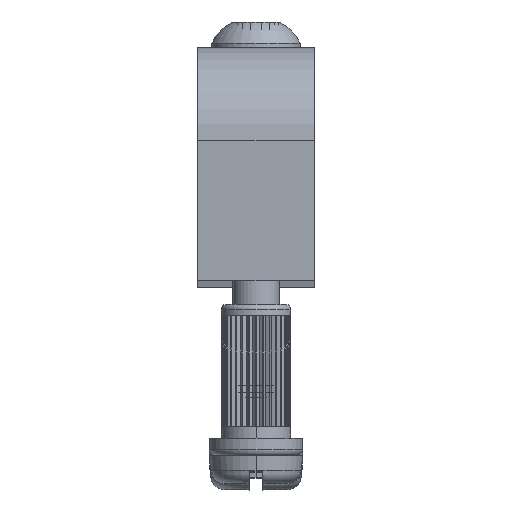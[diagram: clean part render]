
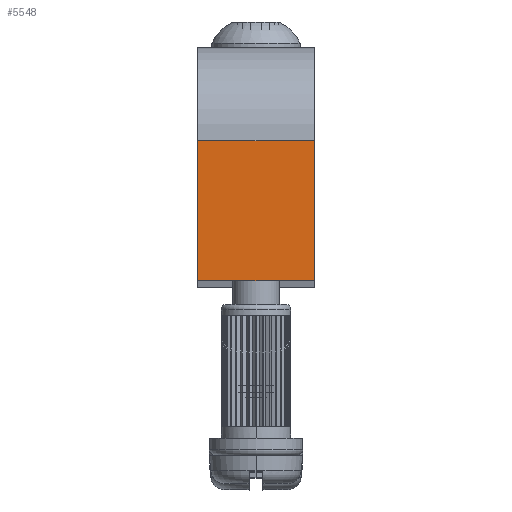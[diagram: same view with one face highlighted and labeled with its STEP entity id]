
A CAD part, top view. The second image highlights one B-rep face of the part: STEP entity #5548.
In plain terms, the highlighted planar face has unit normal (0, 0, 1).
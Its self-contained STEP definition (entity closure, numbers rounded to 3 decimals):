
#114 = LINE ( 'NONE', #5153, #5482 ) ;
#234 = CARTESIAN_POINT ( 'NONE',  ( -5., 2., 167. ) ) ;
#721 = VERTEX_POINT ( 'NONE', #234 ) ;
#770 = EDGE_CURVE ( 'NONE', #2368, #2020, #3034, .T. ) ;
#837 = DIRECTION ( 'NONE',  ( -1., 0., 0. ) ) ;
#846 = CARTESIAN_POINT ( 'NONE',  ( -5., -10., 167. ) ) ;
#1295 = DIRECTION ( 'NONE',  ( 0., -1., 0. ) ) ;
#1496 = VERTEX_POINT ( 'NONE', #4557 ) ;
#1517 = AXIS2_PLACEMENT_3D ( 'NONE', #3071, #4403, #837 ) ;
#1756 = VECTOR ( 'NONE', #3713, 1000. ) ;
#2020 = VERTEX_POINT ( 'NONE', #2818 ) ;
#2368 = VERTEX_POINT ( 'NONE', #5520 ) ;
#2818 = CARTESIAN_POINT ( 'NONE',  ( 5., -10., 167. ) ) ;
#3001 = EDGE_CURVE ( 'NONE', #1496, #721, #114, .T. ) ;
#3034 = LINE ( 'NONE', #5181, #1756 ) ;
#3071 = CARTESIAN_POINT ( 'NONE',  ( 5., 10., 167. ) ) ;
#3219 = EDGE_CURVE ( 'NONE', #2020, #1496, #3551, .T. ) ;
#3366 = ORIENTED_EDGE ( 'NONE', *, *, #770, .T. ) ;
#3486 = PLANE ( 'NONE',  #1517 ) ;
#3551 = LINE ( 'NONE', #4895, #5126 ) ;
#3691 = EDGE_LOOP ( 'NONE', ( #5785, #4474, #4939, #3366 ) ) ;
#3699 = DIRECTION ( 'NONE',  ( -1., 0., 0. ) ) ;
#3713 = DIRECTION ( 'NONE',  ( 1., 0., 0. ) ) ;
#3841 = VECTOR ( 'NONE', #1295, 1000. ) ;
#4403 = DIRECTION ( 'NONE',  ( 0., 0., -1. ) ) ;
#4474 = ORIENTED_EDGE ( 'NONE', *, *, #3001, .T. ) ;
#4557 = CARTESIAN_POINT ( 'NONE',  ( 5., 2., 167. ) ) ;
#4621 = EDGE_CURVE ( 'NONE', #721, #2368, #5755, .T. ) ;
#4895 = CARTESIAN_POINT ( 'NONE',  ( 5., -10., 167. ) ) ;
#4939 = ORIENTED_EDGE ( 'NONE', *, *, #4621, .T. ) ;
#5126 = VECTOR ( 'NONE', #5324, 1000. ) ;
#5153 = CARTESIAN_POINT ( 'NONE',  ( 5., 2., 167. ) ) ;
#5181 = CARTESIAN_POINT ( 'NONE',  ( -5., -10., 167. ) ) ;
#5324 = DIRECTION ( 'NONE',  ( 0., 1., 0. ) ) ;
#5386 = FACE_OUTER_BOUND ( 'NONE', #3691, .T. ) ;
#5482 = VECTOR ( 'NONE', #3699, 1000. ) ;
#5520 = CARTESIAN_POINT ( 'NONE',  ( -5., -10., 167. ) ) ;
#5548 = ADVANCED_FACE ( 'NONE', ( #5386 ), #3486, .F. ) ;
#5755 = LINE ( 'NONE', #846, #3841 ) ;
#5785 = ORIENTED_EDGE ( 'NONE', *, *, #3219, .T. ) ;
